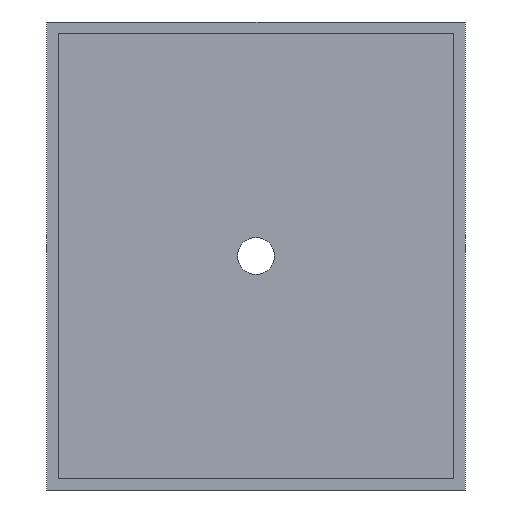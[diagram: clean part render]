
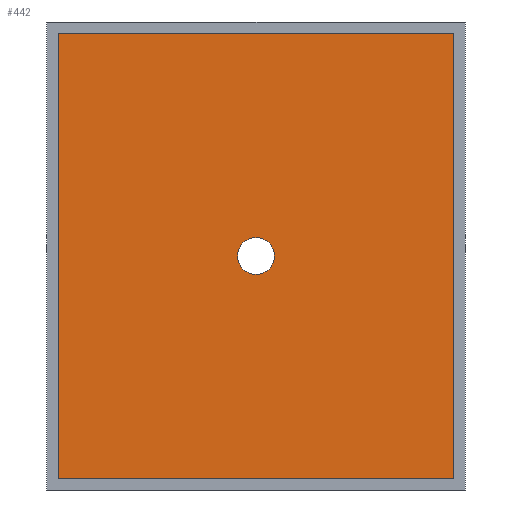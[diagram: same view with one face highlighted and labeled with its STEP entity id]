
A CAD part, front view. The second image highlights one B-rep face of the part: STEP entity #442.
In plain terms, the highlighted planar face has unit normal (0, -1, 0).
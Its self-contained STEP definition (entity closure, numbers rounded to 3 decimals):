
#127=DIRECTION('',(1.,0.,0.));
#128=VECTOR('',#127,160.5);
#129=CARTESIAN_POINT('',(-80.25,3.,-90.25));
#130=LINE('',#129,#128);
#131=DIRECTION('',(0.,0.,-1.));
#132=VECTOR('',#131,180.5);
#133=CARTESIAN_POINT('',(-80.25,3.,90.25));
#134=LINE('',#133,#132);
#135=DIRECTION('',(-1.,0.,0.));
#136=VECTOR('',#135,160.5);
#137=CARTESIAN_POINT('',(80.25,3.,90.25));
#138=LINE('',#137,#136);
#139=DIRECTION('',(0.,0.,1.));
#140=VECTOR('',#139,180.5);
#141=CARTESIAN_POINT('',(80.25,3.,-90.25));
#142=LINE('',#141,#140);
#143=CARTESIAN_POINT('',(0.,3.,0.));
#144=DIRECTION('',(0.,-1.,0.));
#145=DIRECTION('',(0.,0.,1.));
#146=AXIS2_PLACEMENT_3D('',#143,#144,#145);
#148=CARTESIAN_POINT('',(0.,3.,0.));
#149=DIRECTION('',(0.,-1.,0.));
#150=DIRECTION('',(0.,0.,-1.));
#151=AXIS2_PLACEMENT_3D('',#148,#149,#150);
#189=CARTESIAN_POINT('',(-80.25,3.,-90.25));
#190=CARTESIAN_POINT('',(80.25,3.,-90.25));
#191=VERTEX_POINT('',#189);
#192=VERTEX_POINT('',#190);
#193=CARTESIAN_POINT('',(80.25,3.,90.25));
#194=VERTEX_POINT('',#193);
#195=CARTESIAN_POINT('',(-80.25,3.,90.25));
#196=VERTEX_POINT('',#195);
#221=CARTESIAN_POINT('',(0.,3.,7.5));
#222=CARTESIAN_POINT('',(0.,3.,-7.5));
#223=VERTEX_POINT('',#221);
#224=VERTEX_POINT('',#222);
#422=CARTESIAN_POINT('',(0.,3.,0.));
#423=DIRECTION('',(0.,-1.,0.));
#424=DIRECTION('',(0.,0.,1.));
#425=AXIS2_PLACEMENT_3D('',#422,#423,#424);
#426=PLANE('',#425);
#428=ORIENTED_EDGE('',*,*,#427,.F.);
#430=ORIENTED_EDGE('',*,*,#429,.F.);
#432=ORIENTED_EDGE('',*,*,#431,.F.);
#434=ORIENTED_EDGE('',*,*,#433,.F.);
#435=EDGE_LOOP('',(#428,#430,#432,#434));
#436=FACE_OUTER_BOUND('',#435,.F.);
#437=ORIENTED_EDGE('',*,*,#412,.T.);
#439=ORIENTED_EDGE('',*,*,#438,.T.);
#440=EDGE_LOOP('',(#437,#439));
#441=FACE_BOUND('',#440,.F.);
#442=ADVANCED_FACE('',(#436,#441),#426,.T.);
#147=CIRCLE('',#146,7.5);
#152=CIRCLE('',#151,7.5);
#412=EDGE_CURVE('',#223,#224,#147,.T.);
#427=EDGE_CURVE('',#191,#192,#130,.T.);
#429=EDGE_CURVE('',#196,#191,#134,.T.);
#431=EDGE_CURVE('',#194,#196,#138,.T.);
#433=EDGE_CURVE('',#192,#194,#142,.T.);
#438=EDGE_CURVE('',#224,#223,#152,.T.);
